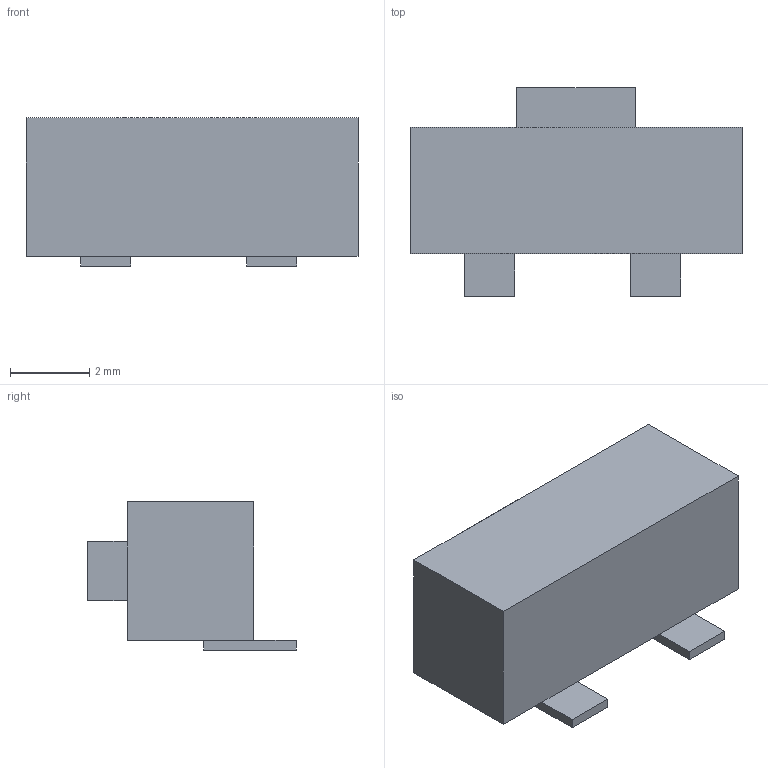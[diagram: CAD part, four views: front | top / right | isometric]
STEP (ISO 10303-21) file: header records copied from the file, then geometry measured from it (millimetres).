
FILE_DESCRIPTION(('FreeCAD Model'),'2;1');
FILE_NAME('Open CASCADE Shape Model','2024-05-21T18:00:46',(''),(''), 'Open CASCADE STEP processor 7.6','FreeCAD','Unknown');
FILE_SCHEMA(('AUTOMOTIVE_DESIGN { 1 0 10303 214 1 1 1 1 }'));
Length unit declared in the file: millimetre
Products named in the file (2): Part; Body
Assembly tree (1 placements, depth 2):
  Part
    Body
Bounding box: 8.4 x 5.28 x 3.75 mm (x, y, z)
Volume: 100.1 mm3; surface area: 153 mm2
Topology: 1 solids, 1 shells, 23 faces, 56 edges, 36 vertices
Faces by surface type: plane 23
Entity records: 698 total; most frequent: CARTESIAN_POINT 117, ORIENTED_EDGE 112, DIRECTION 106, EDGE_CURVE 56, LINE 56, VECTOR 56, VERTEX_POINT 36, AXIS2_PLACEMENT_3D 25
